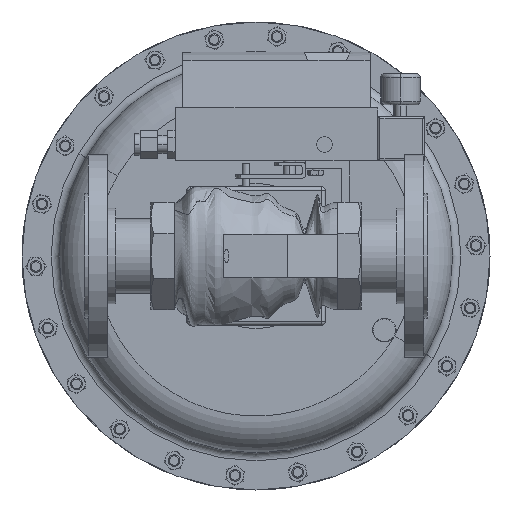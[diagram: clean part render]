
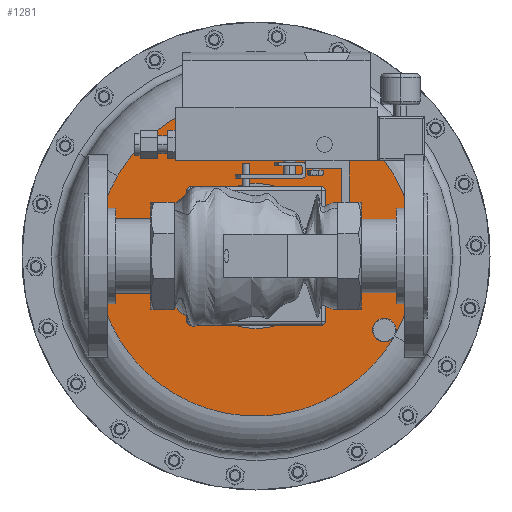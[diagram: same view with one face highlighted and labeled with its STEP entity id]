
A CAD part, front view. The second image highlights one B-rep face of the part: STEP entity #1281.
In plain terms, the highlighted planar face has unit normal (0, -1, 0).
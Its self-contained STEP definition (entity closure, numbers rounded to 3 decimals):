
#15 = CARTESIAN_POINT ( 'NONE',  ( 0., 8.92, 2.325 ) ) ;
#897 = DIRECTION ( 'NONE',  ( 0., -1., 0. ) ) ;
#1281 = ADVANCED_FACE ( 'NONE', ( #13027, #25764 ), #49834, .T. ) ;
#1366 = CIRCLE ( 'NONE', #4207, 0.375 ) ;
#1413 = CARTESIAN_POINT ( 'NONE',  ( 4.438, 8.92, -2.563 ) ) ;
#2410 = ORIENTED_EDGE ( 'NONE', *, *, #10389, .F. ) ;
#3526 = DIRECTION ( 'NONE',  ( 0., 1., 0. ) ) ;
#3691 = EDGE_CURVE ( 'NONE', #30084, #36701, #59330, .T. ) ;
#4207 = AXIS2_PLACEMENT_3D ( 'NONE', #26044, #59574, #30846 ) ;
#5915 = AXIS2_PLACEMENT_3D ( 'NONE', #29646, #897, #34474 ) ;
#7533 = CIRCLE ( 'NONE', #59100, 0.375 ) ;
#8020 = EDGE_LOOP ( 'NONE', ( #53460, #40223, #47830, #2410 ) ) ;
#8158 = AXIS2_PLACEMENT_3D ( 'NONE', #14467, #47981, #19318 ) ;
#10389 = EDGE_CURVE ( 'NONE', #36701, #30084, #46516, .T. ) ;
#11306 = CARTESIAN_POINT ( 'NONE',  ( -2.563, 8.92, -4.438 ) ) ;
#12403 = DIRECTION ( 'NONE',  ( 0., -1., 0. ) ) ;
#13027 = FACE_BOUND ( 'NONE', #42792, .T. ) ;
#14467 = CARTESIAN_POINT ( 'NONE',  ( 0., 8.92, 0. ) ) ;
#16633 = EDGE_CURVE ( 'NONE', #38549, #19032, #44506, .T. ) ;
#19032 = VERTEX_POINT ( 'NONE', #15 ) ;
#19318 = DIRECTION ( 'NONE',  ( 0.866, 0., -0.5 ) ) ;
#20189 = CARTESIAN_POINT ( 'NONE',  ( -4.438, 8.92, 2.563 ) ) ;
#21156 = DIRECTION ( 'NONE',  ( 0., -1., 0. ) ) ;
#22121 = ORIENTED_EDGE ( 'NONE', *, *, #57808, .F. ) ;
#23320 = CARTESIAN_POINT ( 'NONE',  ( 0., 8.92, -2.325 ) ) ;
#25764 = FACE_OUTER_BOUND ( 'NONE', #8020, .T. ) ;
#26044 = CARTESIAN_POINT ( 'NONE',  ( 4.114, 8.92, -2.375 ) ) ;
#26339 = DIRECTION ( 'NONE',  ( 0., 1., 0. ) ) ;
#29646 = CARTESIAN_POINT ( 'NONE',  ( 0., 8.92, 0. ) ) ;
#30084 = VERTEX_POINT ( 'NONE', #1413 ) ;
#30452 = CIRCLE ( 'NONE', #53670, 2.325 ) ;
#30846 = DIRECTION ( 'NONE',  ( 0.866, 0., -0.5 ) ) ;
#32293 = CARTESIAN_POINT ( 'NONE',  ( 0., 8.92, 0. ) ) ;
#34474 = DIRECTION ( 'NONE',  ( 0., 0., -1. ) ) ;
#36400 = CARTESIAN_POINT ( 'NONE',  ( 3.789, 8.92, -2.188 ) ) ;
#36701 = VERTEX_POINT ( 'NONE', #20189 ) ;
#36803 = EDGE_CURVE ( 'NONE', #30084, #38105, #1366, .T. ) ;
#36929 = ORIENTED_EDGE ( 'NONE', *, *, #16633, .F. ) ;
#37135 = DIRECTION ( 'NONE',  ( 0.866, 0., -0.5 ) ) ;
#38105 = VERTEX_POINT ( 'NONE', #36400 ) ;
#38549 = VERTEX_POINT ( 'NONE', #23320 ) ;
#40223 = ORIENTED_EDGE ( 'NONE', *, *, #36803, .T. ) ;
#41149 = CARTESIAN_POINT ( 'NONE',  ( 0., 8.92, 0. ) ) ;
#41253 = AXIS2_PLACEMENT_3D ( 'NONE', #11306, #21156, #54679 ) ;
#42792 = EDGE_LOOP ( 'NONE', ( #36929, #22121 ) ) ;
#44506 = CIRCLE ( 'NONE', #5915, 2.325 ) ;
#45921 = DIRECTION ( 'NONE',  ( 0., 0., -1. ) ) ;
#46516 = CIRCLE ( 'NONE', #8158, 5.125 ) ;
#46903 = AXIS2_PLACEMENT_3D ( 'NONE', #32293, #3526, #37135 ) ;
#47830 = ORIENTED_EDGE ( 'NONE', *, *, #52269, .T. ) ;
#47981 = DIRECTION ( 'NONE',  ( 0., 1., 0. ) ) ;
#49834 = PLANE ( 'NONE',  #41253 ) ;
#52269 = EDGE_CURVE ( 'NONE', #38105, #30084, #7533, .T. ) ;
#53460 = ORIENTED_EDGE ( 'NONE', *, *, #3691, .F. ) ;
#53670 = AXIS2_PLACEMENT_3D ( 'NONE', #41149, #12403, #45921 ) ;
#54679 = DIRECTION ( 'NONE',  ( -0.866, 0., 0.5 ) ) ;
#55020 = CARTESIAN_POINT ( 'NONE',  ( 4.114, 8.92, -2.375 ) ) ;
#57808 = EDGE_CURVE ( 'NONE', #19032, #38549, #30452, .T. ) ;
#59100 = AXIS2_PLACEMENT_3D ( 'NONE', #55020, #26339, #59860 ) ;
#59330 = CIRCLE ( 'NONE', #46903, 5.125 ) ;
#59574 = DIRECTION ( 'NONE',  ( 0., 1., 0. ) ) ;
#59860 = DIRECTION ( 'NONE',  ( 0.866, 0., -0.5 ) ) ;
